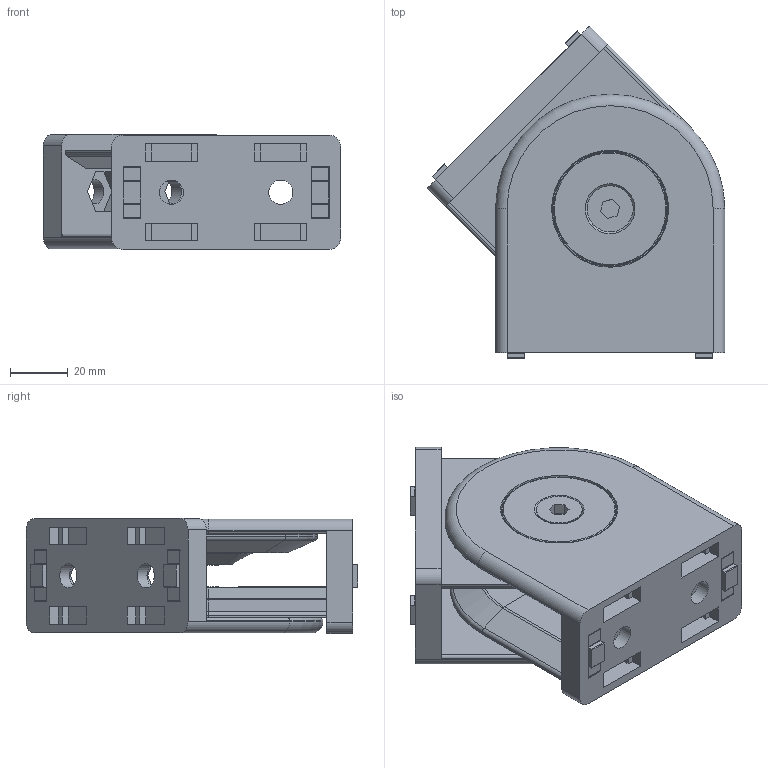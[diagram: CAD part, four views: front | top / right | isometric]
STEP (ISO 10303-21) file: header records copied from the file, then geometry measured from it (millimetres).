
FILE_DESCRIPTION(/* description */ ('STEP AP214'),/* implementation_level */ '2;1');
FILE_NAME(/* name */ '093G4080AN(-45)',/* time_stamp */ '2022-07-08T14:13:07+02:00',/* author */ ('License CC BY-ND 4.0'),/* organization */ ('CADENAS'),/* preprocessor_version */ 'ST-DEVELOPER v18.102',/* originating_system */ 'PARTsolutions',/* authorisation */ ' ');
FILE_SCHEMA (('AUTOMOTIVE_DESIGN {1 0 10303 214 3 1 1}'));
Length unit declared in the file: millimetre
Products named in the file (6): 093G4080AN(-45); 093G4080AN_part_5; 093G4080AN_part_4; 093G4080AN_part_3; 093G4080AN_part_2; 093G4080AN_part_1
Assembly tree (12 placements, depth 2):
  093G4080AN(-45)
    093G4080AN_part_5  x4
    093G4080AN_part_4  x2
    093G4080AN_part_3  x2
    093G4080AN_part_2  x2
    093G4080AN_part_1  x2
Bounding box: 103.3 x 115.3 x 40 mm (x, y, z)
Volume: 164217.9 mm3; surface area: 85211.1 mm2
Topology: 12 solids, 12 shells, 646 faces, 1634 edges, 1062 vertices
Faces by surface type: plane 364, cylinder 186, torus 54, cone 42
Full cylindrical faces by diameter (mm): 2 x4, 6.647 x2, 8 x2, 8.4 x4, 9 x2, 16 x2, 20 x2, 28 x2, 40 x2, 69.6 x2, 70 x2
Entity records: 8818 total; most frequent: DIRECTION 1543, CARTESIAN_POINT 1534, ORIENTED_EDGE 1388, EDGE_CURVE 694, AXIS2_PLACEMENT_3D 561, VERTEX_POINT 472, LINE 421, VECTOR 421
